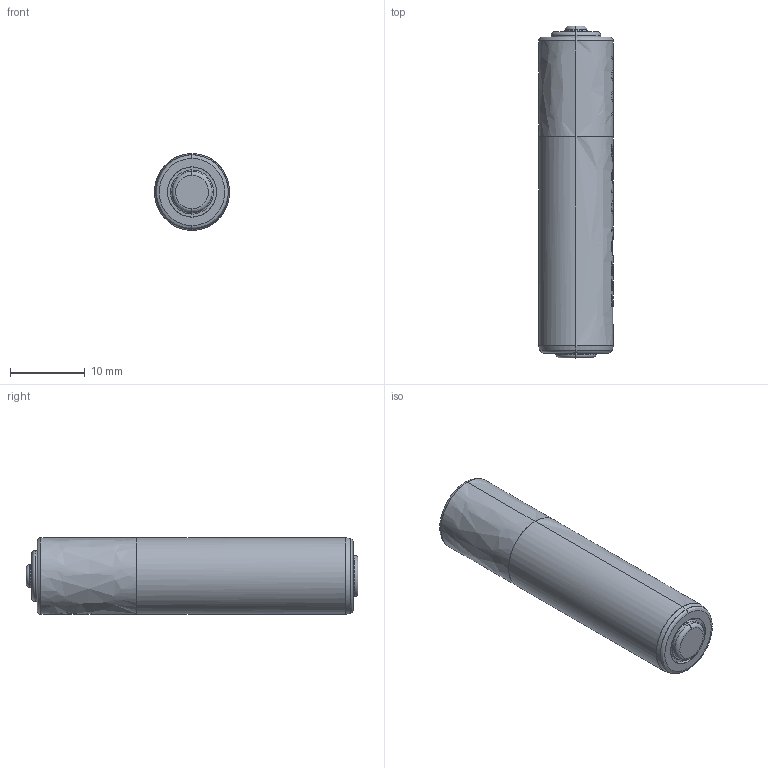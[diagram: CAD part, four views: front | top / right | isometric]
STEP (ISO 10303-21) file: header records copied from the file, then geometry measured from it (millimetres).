
FILE_DESCRIPTION(/* description */ (''),/* implementation_level */ '2;1');
FILE_NAME(/* name */ 'AAABAT~1',/* time_stamp */ '2020-04-28T04:57:12-07:00',/* author */ (''),/* organization */ (''),/* preprocessor_version */ 'ST-DEVELOPER v16.5',/* originating_system */ '',/* authorisation */ '');
FILE_SCHEMA (('AUTOMOTIVE_DESIGN'));
Length unit declared in the file: millimetre
Products named in the file (1): Document
Bounding box: 10 x 44.35 x 10.25 mm (x, y, z)
Surface area: 1543.1 mm2 (no closed solid volume)
Topology: 0 solids, 198 shells, 198 faces, 1008 edges, 1008 vertices
Faces by surface type: bspline 110, plane 88
Entity records: 19886 total; most frequent: CARTESIAN_POINT 12939, ORIENTED_EDGE 1008, EDGE_CURVE 1008, VERTEX_POINT 1008, B_SPLINE_CURVE_WITH_KNOTS 764, EDGE_LOOP 220, COLOUR_RGB 198, FILL_AREA_STYLE_COLOUR 198
